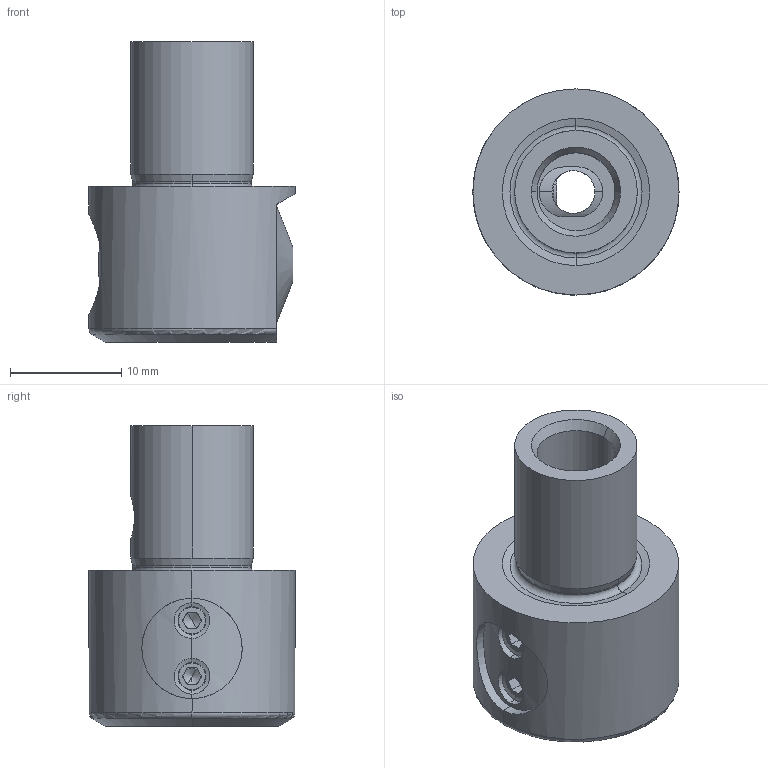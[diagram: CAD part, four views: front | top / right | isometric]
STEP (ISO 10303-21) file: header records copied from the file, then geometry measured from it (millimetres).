
FILE_DESCRIPTION(('no description'),'unknown implementation level');
FILE_NAME('7903FF48-92E1-4085-9A88-42134E869339_export.stp',' ',('CIMSOURCE GmbH'),('CADClick - KiM GmbH - www.kimweb.de'),'unknown preprocess','ACIS','unknown authorization');
FILE_SCHEMA(('automotive_design'));
Length unit declared in the file: millimetre
Products named in the file (4): 112.503 Kaiser EWN 04-7 X CK1|195.066 Kaiser Werkzeugk�rper EWN  04-7x CK1_Standard ohne Gewinde Lagerscheibe;NONE; 112.503 Kaiser EWN 04-7 X CK1|195.067 Kaiser Wz-Tr�ger EWN  04-7|195.067 Kaiser Wz-Tr�ger EWN  04-7;NONE; 112.503 Kaiser EWN 04-7 X CK1|195.067 Kaiser Wz-Tr�ger EWN  04-7|690.538 Kaiser ETL M3 X 6;NONE
Bounding box: 18.5 x 18.5 x 27 mm (x, y, z)
Volume: 3985.7 mm3; surface area: 3333.7 mm2
Topology: 4 solids, 4 shells, 129 faces, 311 edges, 184 vertices
Faces by surface type: plane 52, cylinder 41, cone 30, torus 6
Entity records: 7896 total; most frequent: CARTESIAN_POINT 1314, DIRECTION 644, STYLED_ITEM 624, PRESENTATION_STYLE_ASSIGNMENT 624, COLOUR_RGB 624, ORIENTED_EDGE 614, EDGE_CURVE 307, CURVE_STYLE 307
